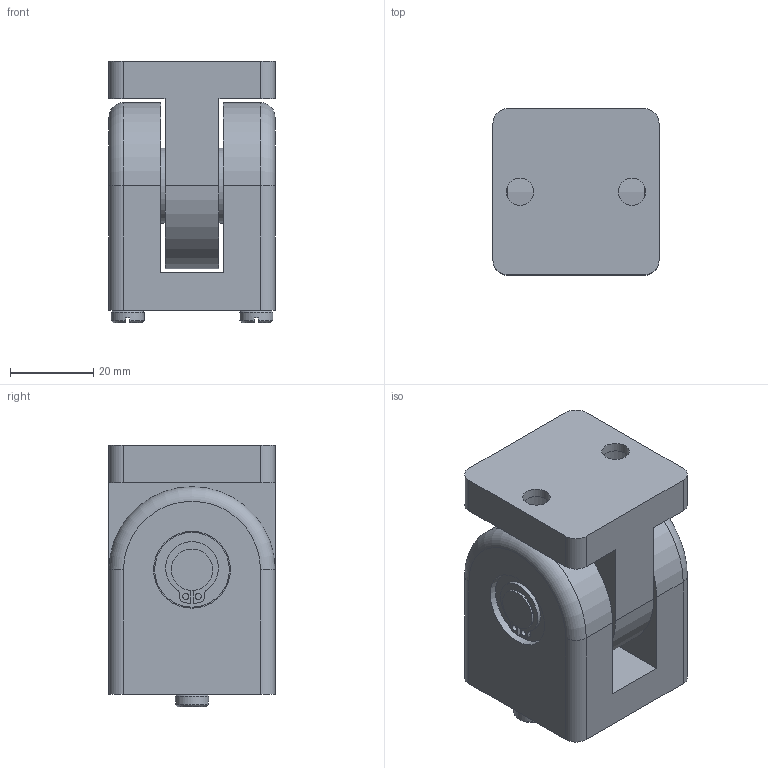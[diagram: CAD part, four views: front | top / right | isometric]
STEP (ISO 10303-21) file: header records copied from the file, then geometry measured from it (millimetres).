
FILE_DESCRIPTION((''),'2;1');
FILE_NAME('SZ1050N_A.stp','2013-08-28T14:02:50',('janine behrens'),(''),'Autodesk Inventor 2012','Autodesk Inventor 2012','');
FILE_SCHEMA(('AUTOMOTIVE_DESIGN { 1 0 10303 214 1 1 1 1 }'));
Length unit declared in the file: millimetre
Products named in the file (8): SZ1050N_A; ME2240550_A; ME2240540_A; ME2240530_A; MK2300601_A; MK2300602_A; DK0471100000; SS9900V_A
Assembly tree (11 placements, depth 2):
  SZ1050N_A
    ME2240550_A
    ME2240540_A
    ME2240530_A
    MK2300601_A  x2
    MK2300602_A  x2
    DK0471100000  x2
    SS9900V_A  x2
Bounding box: 40 x 40 x 63 mm (x, y, z)
Volume: 81206.8 mm3; surface area: 27974.7 mm2
Topology: 11 solids, 11 shells, 160 faces, 346 edges, 222 vertices
Faces by surface type: cylinder 67, plane 63, cone 20, torus 10
Full cylindrical faces by diameter (mm): 1.5 x4, 3.7 x2, 4.134 x2, 5 x2, 6.6 x2, 8 x2, 8.2 x1, 9.6 x2, 10 x7, 11 x2, 12 x7, 15 x1, 18 x4, 18.5 x2
Entity records: 3143 total; most frequent: DIRECTION 570, CARTESIAN_POINT 484, ORIENTED_EDGE 388, AXIS2_PLACEMENT_3D 248, EDGE_CURVE 194, EDGE_LOOP 188, VERTEX_POINT 150, CIRCLE 116
